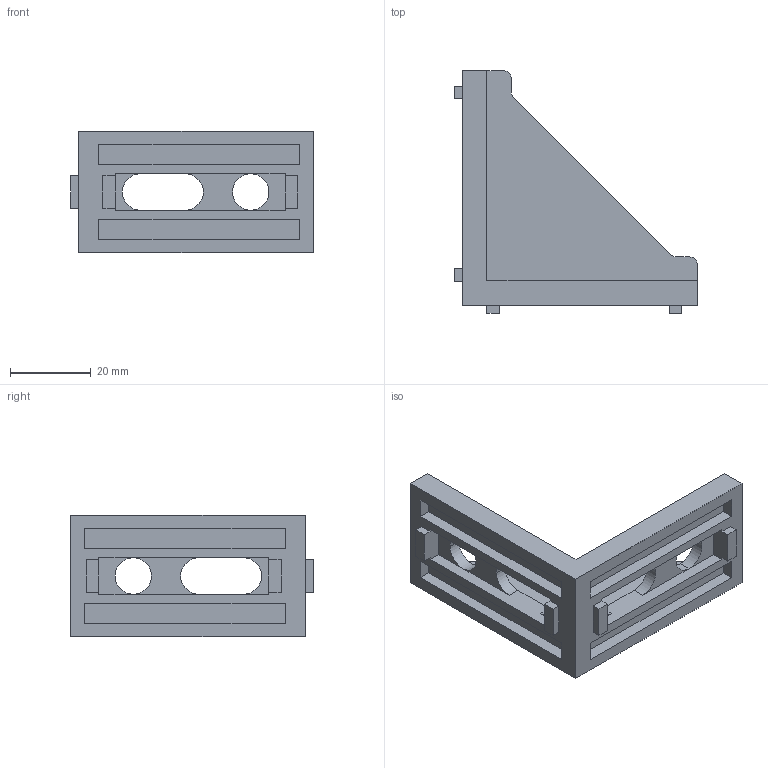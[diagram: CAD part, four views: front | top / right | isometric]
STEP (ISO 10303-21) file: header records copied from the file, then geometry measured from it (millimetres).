
FILE_DESCRIPTION (( 'STEP AP214' ), '1' );
FILE_NAME ('Óãîëîê 29õ58õ58 ïàç 10.STEP', '2022-04-29T14:00:20', ( 'user' ), ( '' ), 'SwSTEP 2.0', 'SolidWorks 2022', '' );
FILE_SCHEMA (( 'AUTOMOTIVE_DESIGN' ));
Length unit declared in the file: millimetre
Products named in the file (1): Óãîëîê 29õ58õ58 ïàç 10
Bounding box: 60 x 60 x 30 mm (x, y, z)
Volume: 18249.2 mm3; surface area: 12626.6 mm2
Topology: 1 solids, 1 shells, 75 faces, 207 edges, 136 vertices
Faces by surface type: plane 62, cylinder 13
Entity records: 2411 total; most frequent: CARTESIAN_POINT 419, ORIENTED_EDGE 414, DIRECTION 387, EDGE_CURVE 207, LINE 179, VECTOR 179, VERTEX_POINT 136, AXIS2_PLACEMENT_3D 104
